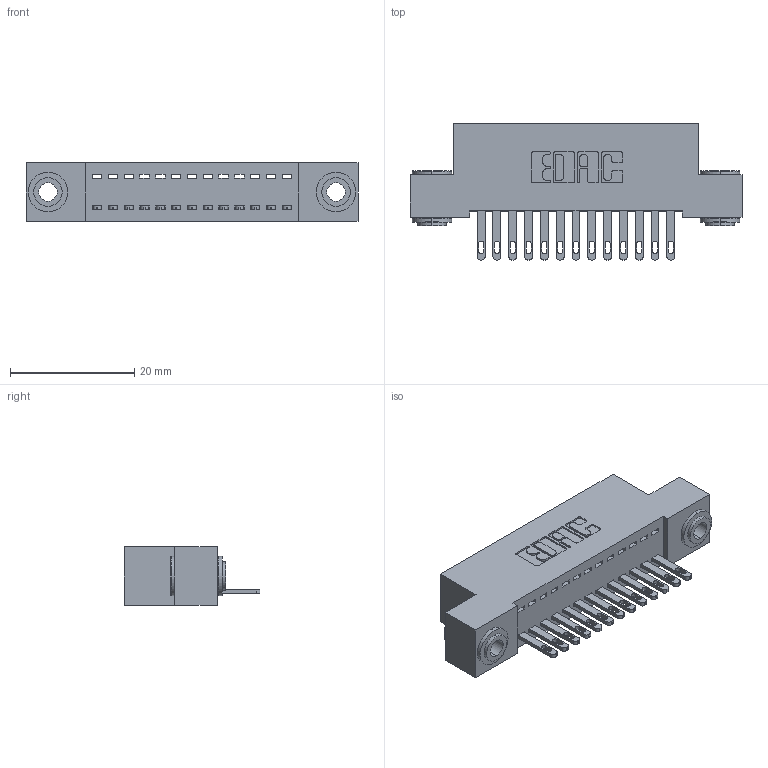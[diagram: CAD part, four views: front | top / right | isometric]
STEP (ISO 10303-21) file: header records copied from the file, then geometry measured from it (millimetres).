
FILE_DESCRIPTION (( 'STEP AP203' ), '1' );
FILE_NAME ('892-013-500-103.STEP', '2020-09-21T13:07:55', ( '' ), ( '' ), 'SwSTEP 2.0', 'SolidWorks 2020', '' );
FILE_SCHEMA (( 'CONFIG_CONTROL_DESIGN' ));
Length unit declared in the file: inch
Products named in the file (4): 345-292-001_345-293-100; 342-250-002_345-250-002-102; 892-013-500-103; 842 Part_.156 TH
Assembly tree (16 placements, depth 2):
  892-013-500-103
    842 Part_.156 TH
    345-292-001_345-293-100  x13
    342-250-002_345-250-002-102  x2
Bounding box: 53.34 x 21.85 x 9.4 mm (x, y, z)
Volume: 4600.9 mm3; surface area: 6466.5 mm2
Topology: 16 solids, 16 shells, 850 faces, 2559 edges, 1702 vertices
Faces by surface type: plane 544, cylinder 298, cone 8
Entity records: 12146 total; most frequent: CARTESIAN_POINT 2076, ORIENTED_EDGE 2018, DIRECTION 1845, EDGE_CURVE 1009, VECTOR 853, LINE 853, VERTEX_POINT 670, AXIS2_PLACEMENT_3D 496
